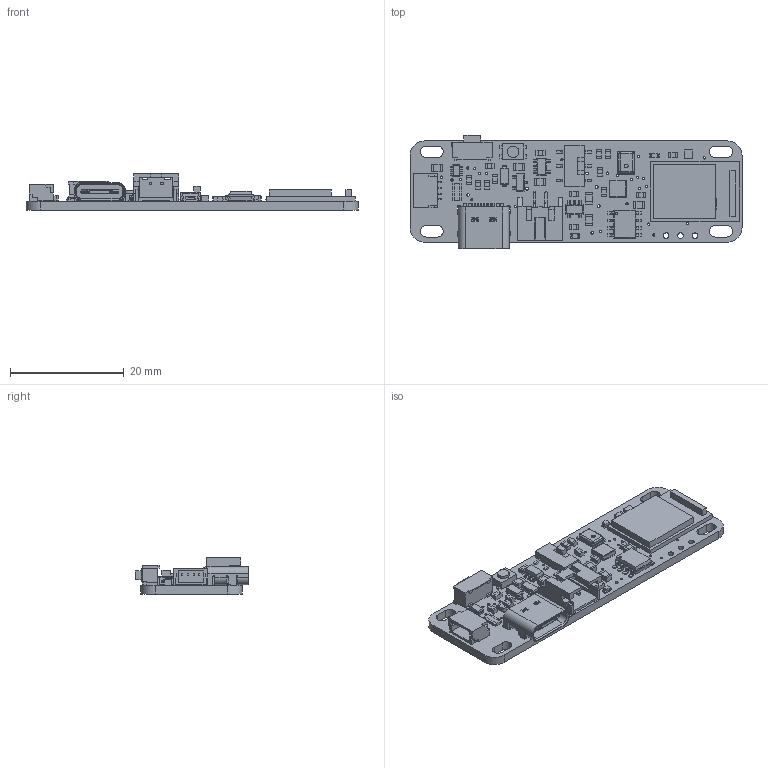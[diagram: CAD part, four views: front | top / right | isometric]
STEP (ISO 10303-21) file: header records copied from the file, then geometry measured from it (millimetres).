
FILE_DESCRIPTION(/* description */ (''),/* implementation_level */ '2;1');
FILE_NAME(/* name */ 'LED Glasses Driver rev C.step',/* time_stamp */ '2021-10-06T09:32:16-04:00',/* author */ (''),/* organization */ (''),/* preprocessor_version */ 'ST-DEVELOPER v18.1',/* originating_system */ 'Autodesk Translation Framework v10.10.0.1391',/* authorisation */ '');
FILE_SCHEMA (('AUTOMOTIVE_DESIGN { 1 0 10303 214 3 1 1 }'));
Length unit declared in the file: millimetre
Products named in the file (22): LED Glasses Driver rev C; PCB Component; Board; AP2112(3.3V); RED; JSTPH; MBR120; DMG2305; MDBT50; GD25Q16; WS2812B_SK6805_1515; 5.1K; 10uF; TACT_RA; STEMMA_I2C_QT; EG11; KMR2; USBC; LIS3DH; MIC_PDM_SPK0415; 10K; BSS138
Assembly tree (41 placements, depth 3):
  LED Glasses Driver rev C
    PCB Component
      Board
      AP2112(3.3V)  x2
      RED  x2
      JSTPH
      MBR120
      DMG2305
      MDBT50
      GD25Q16
      WS2812B_SK6805_1515
      5.1K  x14
      10uF  x6
      TACT_RA
      STEMMA_I2C_QT
      EG11
      KMR2
      USBC
      LIS3DH
      MIC_PDM_SPK0415
      10K
      BSS138
Bounding box: 58.29 x 19.85 x 6.37 mm (x, y, z)
Volume: 2301.5 mm3; surface area: 4932.5 mm2
Topology: 79 solids, 79 shells, 2058 faces, 5386 edges, 3509 vertices
Faces by surface type: plane 1657, cylinder 363, bspline 14, torus 10, cone 8, sphere 6
Full cylindrical faces by diameter (mm): 0.394 x8, 0.4 x48, 0.483 x10, 0.5 x5, 0.65 x3, 0.8 x4, 1 x7, 2 x1
Entity records: 53079 total; most frequent: CARTESIAN_POINT 9134, ORIENTED_EDGE 8736, DIRECTION 8513, EDGE_CURVE 4368, LINE 3641, VECTOR 3641, VERTEX_POINT 2839, AXIS2_PLACEMENT_3D 2436
